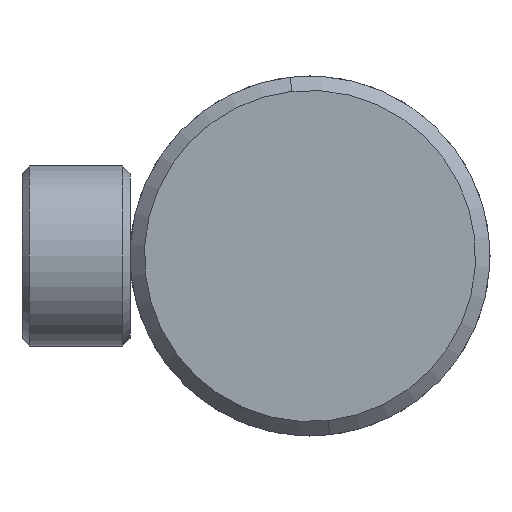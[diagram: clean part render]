
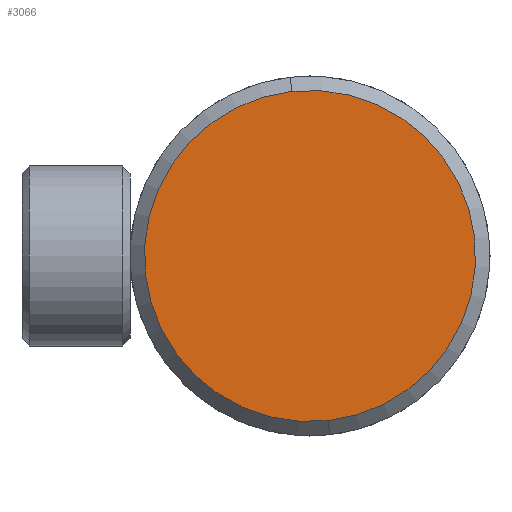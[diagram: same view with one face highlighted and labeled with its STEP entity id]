
A CAD part, left-side view. The second image highlights one B-rep face of the part: STEP entity #3066.
In plain terms, the highlighted planar face has unit normal (-1, 0, 0).
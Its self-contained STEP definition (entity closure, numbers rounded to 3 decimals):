
#567 = DIRECTION ( 'NONE',  ( 0., 0., -1. ) ) ;
#686 = DIRECTION ( 'NONE',  ( -1., 0., 0. ) ) ;
#701 = VERTEX_POINT ( 'NONE', #2963 ) ;
#817 = CARTESIAN_POINT ( 'NONE',  ( 0., 0., 0. ) ) ;
#905 = EDGE_LOOP ( 'NONE', ( #1405, #2790 ) ) ;
#938 = CARTESIAN_POINT ( 'NONE',  ( 0., 0., 0. ) ) ;
#991 = AXIS2_PLACEMENT_3D ( 'NONE', #2942, #1257, #2685 ) ;
#1140 = AXIS2_PLACEMENT_3D ( 'NONE', #817, #2266, #567 ) ;
#1200 = AXIS2_PLACEMENT_3D ( 'NONE', #938, #686, #1431 ) ;
#1257 = DIRECTION ( 'NONE',  ( 1., 0., 0. ) ) ;
#1405 = ORIENTED_EDGE ( 'NONE', *, *, #2260, .F. ) ;
#1431 = DIRECTION ( 'NONE',  ( 0., 0., 1. ) ) ;
#1833 = CARTESIAN_POINT ( 'NONE',  ( 0., 0., -23. ) ) ;
#2260 = EDGE_CURVE ( 'NONE', #2868, #701, #2823, .T. ) ;
#2266 = DIRECTION ( 'NONE',  ( 1., 0., 0. ) ) ;
#2309 = FACE_OUTER_BOUND ( 'NONE', #905, .T. ) ;
#2360 = EDGE_CURVE ( 'NONE', #701, #2868, #2655, .T. ) ;
#2655 = CIRCLE ( 'NONE', #991, 23. ) ;
#2685 = DIRECTION ( 'NONE',  ( 0., 0., -1. ) ) ;
#2790 = ORIENTED_EDGE ( 'NONE', *, *, #2360, .F. ) ;
#2823 = CIRCLE ( 'NONE', #1140, 23. ) ;
#2868 = VERTEX_POINT ( 'NONE', #1833 ) ;
#2870 = PLANE ( 'NONE',  #1200 ) ;
#2942 = CARTESIAN_POINT ( 'NONE',  ( 0., 0., 0. ) ) ;
#2963 = CARTESIAN_POINT ( 'NONE',  ( 0., 0., 23. ) ) ;
#3066 = ADVANCED_FACE ( 'NONE', ( #2309 ), #2870, .T. ) ;
